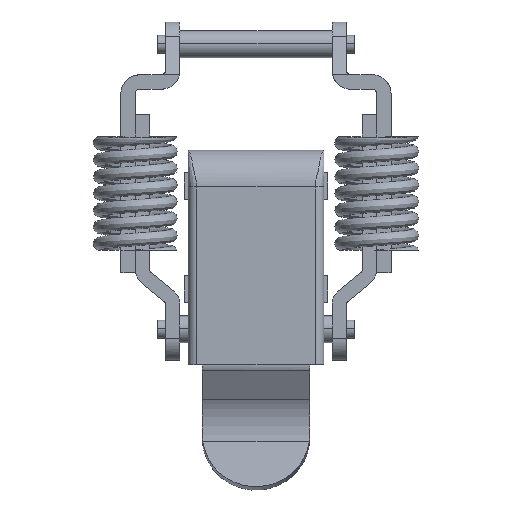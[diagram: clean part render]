
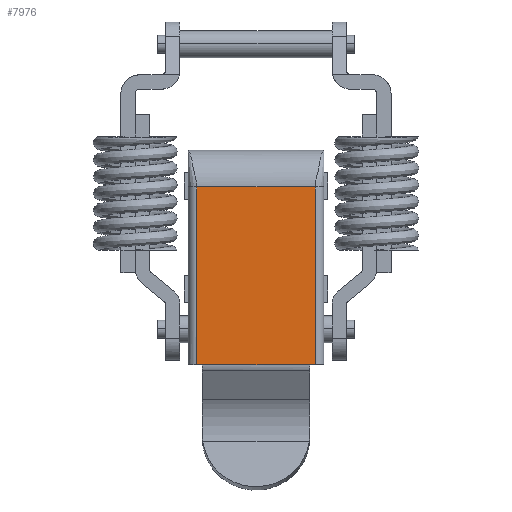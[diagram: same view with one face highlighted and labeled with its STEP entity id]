
A CAD part, front view. The second image highlights one B-rep face of the part: STEP entity #7976.
In plain terms, the highlighted free-form (B-spline) face has degree [1, 1] with [2, 2] control points.
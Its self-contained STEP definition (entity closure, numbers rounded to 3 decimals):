
#7156=CARTESIAN_POINT('',(-6.6,-8.9,-15.45));
#7157=VERTEX_POINT('',#7156);
#7288=CARTESIAN_POINT('',(6.6,-8.9,-15.45));
#7289=VERTEX_POINT('',#7288);
#7290=CARTESIAN_POINT('',(6.6,-8.9,-15.45));
#7291=CARTESIAN_POINT('',(-6.6,-8.9,-15.45));
#7292=QUASI_UNIFORM_CURVE('',1,(#7290,#7291),.UNSPECIFIED.,.F.,.U.);
#7293=EDGE_CURVE('',#7289,#7157,#7292,.T.);
#7945=CARTESIAN_POINT('',(7.259,-8.9,-36.342));
#7946=CARTESIAN_POINT('',(7.259,-8.9,-14.456));
#7947=CARTESIAN_POINT('',(-7.259,-8.9,-36.342));
#7948=CARTESIAN_POINT('',(-7.259,-8.9,-14.456));
#7949=B_SPLINE_SURFACE_WITH_KNOTS('',1,1,((#7945,#7947),(#7946,#7948)),.UNSPECIFIED.,.F.,.F.,.U.,(2,2),(2,2),(0.0,21.886),(0.0,14.519),.UNSPECIFIED.);
#7950=ORIENTED_EDGE('',*,*,#7293,.T.);
#7951=CARTESIAN_POINT('',(-6.6,-8.9,-35.349));
#7952=VERTEX_POINT('',#7951);
#7953=CARTESIAN_POINT('',(-6.6,-8.9,-15.45));
#7954=CARTESIAN_POINT('',(-6.6,-8.9,-22.083));
#7955=CARTESIAN_POINT('',(-6.6,-8.9,-28.716));
#7956=CARTESIAN_POINT('',(-6.6,-8.9,-35.349));
#7957=B_SPLINE_CURVE_WITH_KNOTS('',3,(#7953,#7954,#7955,#7956),.UNSPECIFIED.,.F.,.U.,(4,4),(0.0,0.333),.UNSPECIFIED.);
#7958=EDGE_CURVE('',#7157,#7952,#7957,.T.);
#7959=ORIENTED_EDGE('',*,*,#7958,.T.);
#7960=CARTESIAN_POINT('',(6.6,-8.9,-35.349));
#7961=VERTEX_POINT('',#7960);
#7962=CARTESIAN_POINT('',(-6.6,-8.9,-35.349));
#7963=CARTESIAN_POINT('',(6.6,-8.9,-35.349));
#7964=QUASI_UNIFORM_CURVE('',1,(#7962,#7963),.UNSPECIFIED.,.F.,.U.);
#7965=EDGE_CURVE('',#7952,#7961,#7964,.T.);
#7966=ORIENTED_EDGE('',*,*,#7965,.T.);
#7967=CARTESIAN_POINT('',(6.6,-8.9,-35.349));
#7968=CARTESIAN_POINT('',(6.6,-8.9,-28.716));
#7969=CARTESIAN_POINT('',(6.6,-8.9,-22.083));
#7970=CARTESIAN_POINT('',(6.6,-8.9,-15.45));
#7971=B_SPLINE_CURVE_WITH_KNOTS('',3,(#7967,#7968,#7969,#7970),.UNSPECIFIED.,.F.,.U.,(4,4),(0.0,0.333),.UNSPECIFIED.);
#7972=EDGE_CURVE('',#7961,#7289,#7971,.T.);
#7973=ORIENTED_EDGE('',*,*,#7972,.T.);
#7974=EDGE_LOOP('',(#7950,#7959,#7966,#7973));
#7975=FACE_OUTER_BOUND('',#7974,.T.);
#7976=ADVANCED_FACE('',(#7975),#7949,.T.);
